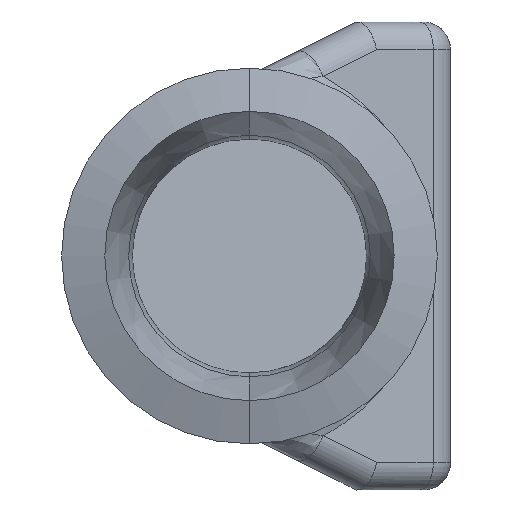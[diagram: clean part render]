
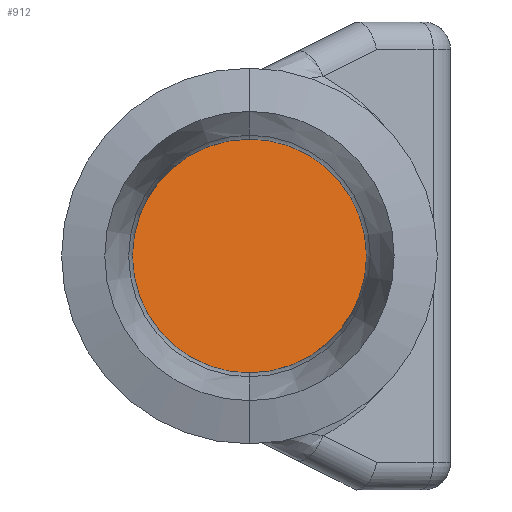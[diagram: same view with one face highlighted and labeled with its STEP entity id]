
A CAD part, left-side view. The second image highlights one B-rep face of the part: STEP entity #912.
In plain terms, the highlighted planar face has unit normal (-0.866, -0.5, 0).
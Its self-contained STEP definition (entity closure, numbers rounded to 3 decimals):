
#16 = ORIENTED_EDGE ( 'NONE', *, *, #556, .T. ) ;
#63 = CARTESIAN_POINT ( 'NONE',  ( 108.21, -17., 8.5 ) ) ;
#126 = ORIENTED_EDGE ( 'NONE', *, *, #1394, .T. ) ;
#285 = DIRECTION ( 'NONE',  ( 0.5, -0.866, 0. ) ) ;
#316 = CARTESIAN_POINT ( 'NONE',  ( 98.395, 0., -8.5 ) ) ;
#402 = CARTESIAN_POINT ( 'NONE',  ( 98.395, 0., 8.5 ) ) ;
#405 = CARTESIAN_POINT ( 'NONE',  ( 88.58, 17., 8.5 ) ) ;
#425 = PLANE ( 'NONE',  #763 ) ;
#536 =( BOUNDED_CURVE ( )  B_SPLINE_CURVE ( 3, ( #316, #565, #63, #1062 ),
 .UNSPECIFIED., .F., .T. ) 
 B_SPLINE_CURVE_WITH_KNOTS ( ( 4, 4 ),
 ( 1.571, 4.712 ),
 .UNSPECIFIED. ) 
 CURVE ( )  GEOMETRIC_REPRESENTATION_ITEM ( )  RATIONAL_B_SPLINE_CURVE ( ( 1., 0.333, 0.333, 1. ) ) 
 REPRESENTATION_ITEM ( '' )  );
#556 = EDGE_CURVE ( 'NONE', #973, #558, #858, .T. ) ;
#558 = VERTEX_POINT ( 'NONE', #1054 ) ;
#565 = CARTESIAN_POINT ( 'NONE',  ( 108.21, -17., -8.5 ) ) ;
#679 = DIRECTION ( 'NONE',  ( -0.866, -0.5, 0. ) ) ;
#707 = CARTESIAN_POINT ( 'NONE',  ( 98.395, 0., -8.5 ) ) ;
#763 = AXIS2_PLACEMENT_3D ( 'NONE', #1169, #679, #285 ) ;
#858 =( BOUNDED_CURVE ( )  B_SPLINE_CURVE ( 3, ( #1520, #405, #1397, #707 ),
 .UNSPECIFIED., .F., .T. ) 
 B_SPLINE_CURVE_WITH_KNOTS ( ( 4, 4 ),
 ( 4.712, 7.854 ),
 .UNSPECIFIED. ) 
 CURVE ( )  GEOMETRIC_REPRESENTATION_ITEM ( )  RATIONAL_B_SPLINE_CURVE ( ( 1., 0.333, 0.333, 1. ) ) 
 REPRESENTATION_ITEM ( '' )  );
#912 = ADVANCED_FACE ( 'NONE', ( #1402 ), #425, .T. ) ;
#973 = VERTEX_POINT ( 'NONE', #402 ) ;
#1054 = CARTESIAN_POINT ( 'NONE',  ( 98.395, 0., -8.5 ) ) ;
#1062 = CARTESIAN_POINT ( 'NONE',  ( 98.395, 0., 8.5 ) ) ;
#1111 = EDGE_LOOP ( 'NONE', ( #16, #126 ) ) ;
#1169 = CARTESIAN_POINT ( 'NONE',  ( 106.392, -13.85, -48.485 ) ) ;
#1394 = EDGE_CURVE ( 'NONE', #558, #973, #536, .T. ) ;
#1397 = CARTESIAN_POINT ( 'NONE',  ( 88.58, 17., -8.5 ) ) ;
#1402 = FACE_OUTER_BOUND ( 'NONE', #1111, .T. ) ;
#1520 = CARTESIAN_POINT ( 'NONE',  ( 98.395, 0., 8.5 ) ) ;
